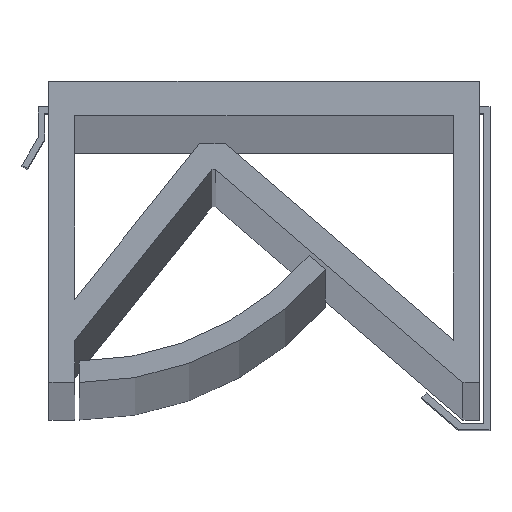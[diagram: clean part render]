
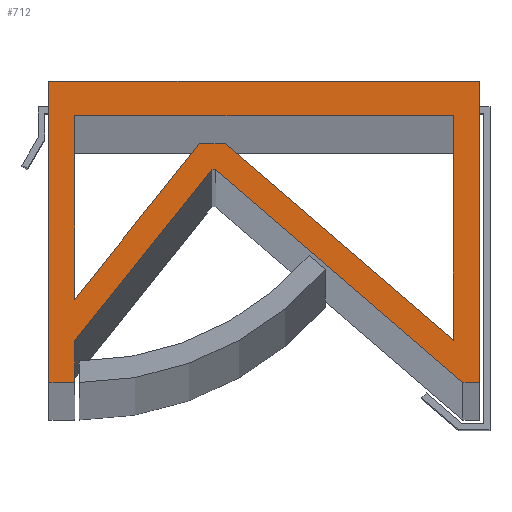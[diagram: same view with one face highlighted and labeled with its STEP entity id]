
A CAD part, top view. The second image highlights one B-rep face of the part: STEP entity #712.
In plain terms, the highlighted planar face has unit normal (0, 0, 1).
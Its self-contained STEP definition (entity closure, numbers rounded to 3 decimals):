
#25=FACE_BOUND('',#82,.T.);
#42=FACE_OUTER_BOUND('',#81,.T.);
#81=EDGE_LOOP('',(#522,#523,#524,#525,#526,#527,#528,#529,#530));
#82=EDGE_LOOP('',(#531,#532,#533,#534,#535,#536));
#109=LINE('',#986,#204);
#112=LINE('',#992,#207);
#115=LINE('',#998,#210);
#118=LINE('',#1004,#213);
#121=LINE('',#1010,#216);
#124=LINE('',#1014,#219);
#127=LINE('',#1022,#222);
#130=LINE('',#1028,#225);
#133=LINE('',#1034,#228);
#136=LINE('',#1040,#231);
#139=LINE('',#1046,#234);
#142=LINE('',#1052,#237);
#145=LINE('',#1058,#240);
#148=LINE('',#1064,#243);
#151=LINE('',#1068,#246);
#204=VECTOR('',#801,10.);
#207=VECTOR('',#806,10.);
#210=VECTOR('',#811,10.);
#213=VECTOR('',#816,10.);
#216=VECTOR('',#821,10.);
#219=VECTOR('',#826,10.);
#222=VECTOR('',#831,10.);
#225=VECTOR('',#836,10.);
#228=VECTOR('',#841,10.);
#231=VECTOR('',#846,10.);
#234=VECTOR('',#851,10.);
#237=VECTOR('',#856,10.);
#240=VECTOR('',#861,10.);
#243=VECTOR('',#866,10.);
#246=VECTOR('',#871,10.);
#299=VERTEX_POINT('',#983);
#300=VERTEX_POINT('',#985);
#302=VERTEX_POINT('',#991);
#304=VERTEX_POINT('',#997);
#306=VERTEX_POINT('',#1003);
#308=VERTEX_POINT('',#1009);
#311=VERTEX_POINT('',#1019);
#312=VERTEX_POINT('',#1021);
#314=VERTEX_POINT('',#1027);
#316=VERTEX_POINT('',#1033);
#318=VERTEX_POINT('',#1039);
#320=VERTEX_POINT('',#1045);
#322=VERTEX_POINT('',#1051);
#324=VERTEX_POINT('',#1057);
#326=VERTEX_POINT('',#1063);
#365=EDGE_CURVE('',#300,#299,#109,.T.);
#368=EDGE_CURVE('',#302,#300,#112,.T.);
#371=EDGE_CURVE('',#304,#302,#115,.T.);
#374=EDGE_CURVE('',#306,#304,#118,.T.);
#377=EDGE_CURVE('',#308,#306,#121,.T.);
#380=EDGE_CURVE('',#299,#308,#124,.T.);
#383=EDGE_CURVE('',#312,#311,#127,.T.);
#386=EDGE_CURVE('',#314,#312,#130,.T.);
#389=EDGE_CURVE('',#316,#314,#133,.T.);
#392=EDGE_CURVE('',#318,#316,#136,.T.);
#395=EDGE_CURVE('',#320,#318,#139,.T.);
#398=EDGE_CURVE('',#322,#320,#142,.T.);
#401=EDGE_CURVE('',#324,#322,#145,.T.);
#404=EDGE_CURVE('',#326,#324,#148,.T.);
#407=EDGE_CURVE('',#311,#326,#151,.T.);
#522=ORIENTED_EDGE('',*,*,#407,.T.);
#523=ORIENTED_EDGE('',*,*,#404,.T.);
#524=ORIENTED_EDGE('',*,*,#401,.T.);
#525=ORIENTED_EDGE('',*,*,#398,.T.);
#526=ORIENTED_EDGE('',*,*,#395,.T.);
#527=ORIENTED_EDGE('',*,*,#392,.T.);
#528=ORIENTED_EDGE('',*,*,#389,.T.);
#529=ORIENTED_EDGE('',*,*,#386,.T.);
#530=ORIENTED_EDGE('',*,*,#383,.T.);
#531=ORIENTED_EDGE('',*,*,#380,.T.);
#532=ORIENTED_EDGE('',*,*,#377,.T.);
#533=ORIENTED_EDGE('',*,*,#374,.T.);
#534=ORIENTED_EDGE('',*,*,#371,.T.);
#535=ORIENTED_EDGE('',*,*,#368,.T.);
#536=ORIENTED_EDGE('',*,*,#365,.T.);
#675=PLANE('',#767);
#712=ADVANCED_FACE('',(#42,#25),#675,.T.);
#767=AXIS2_PLACEMENT_3D('',#1069,#872,#873);
#801=DIRECTION('',(0.,1.,0.));
#806=DIRECTION('',(-0.626,-0.78,0.));
#811=DIRECTION('',(-1.,0.,0.));
#816=DIRECTION('',(-0.758,0.653,0.));
#821=DIRECTION('',(0.,-1.,0.));
#826=DIRECTION('',(1.,0.,0.));
#831=DIRECTION('',(0.,1.,0.));
#836=DIRECTION('',(1.,0.,0.));
#841=DIRECTION('',(0.758,-0.653,0.));
#846=DIRECTION('',(1.,0.,0.));
#851=DIRECTION('',(0.626,0.78,0.));
#856=DIRECTION('',(0.,1.,0.));
#861=DIRECTION('',(1.,0.,0.));
#866=DIRECTION('',(0.,-1.,0.));
#871=DIRECTION('',(-1.,0.,0.));
#872=DIRECTION('center_axis',(0.,0.,1.));
#873=DIRECTION('ref_axis',(1.,0.,0.));
#983=CARTESIAN_POINT('',(-8.8,-1.6,1000.));
#985=CARTESIAN_POINT('',(-8.8,-10.132,1000.));
#986=CARTESIAN_POINT('',(-8.8,-10.132,1000.));
#991=CARTESIAN_POINT('',(-3.,-2.9,1000.));
#992=CARTESIAN_POINT('',(-3.,-2.9,1000.));
#997=CARTESIAN_POINT('',(-1.8,-2.9,1000.));
#998=CARTESIAN_POINT('',(-1.8,-2.9,1000.));
#1003=CARTESIAN_POINT('',(8.8,-12.034,1000.));
#1004=CARTESIAN_POINT('',(8.8,-12.034,1000.));
#1009=CARTESIAN_POINT('',(8.8,-1.6,1000.));
#1010=CARTESIAN_POINT('',(8.8,-1.6,1000.));
#1014=CARTESIAN_POINT('',(-8.8,-1.6,1000.));
#1019=CARTESIAN_POINT('',(10.,0.,1000.));
#1021=CARTESIAN_POINT('',(10.,-14.,1000.));
#1022=CARTESIAN_POINT('',(10.,-14.,1000.));
#1027=CARTESIAN_POINT('',(9.244,-14.,1000.));
#1028=CARTESIAN_POINT('',(9.244,-14.,1000.));
#1033=CARTESIAN_POINT('',(-2.246,-4.1,1000.));
#1034=CARTESIAN_POINT('',(-2.246,-4.1,1000.));
#1039=CARTESIAN_POINT('',(-2.424,-4.1,1000.));
#1040=CARTESIAN_POINT('',(-2.424,-4.1,1000.));
#1045=CARTESIAN_POINT('',(-8.8,-12.05,1000.));
#1046=CARTESIAN_POINT('',(-8.8,-12.05,1000.));
#1051=CARTESIAN_POINT('',(-8.8,-14.,1000.));
#1052=CARTESIAN_POINT('',(-8.8,-14.,1000.));
#1057=CARTESIAN_POINT('',(-10.,-14.,1000.));
#1058=CARTESIAN_POINT('',(-10.,-14.,1000.));
#1063=CARTESIAN_POINT('',(-10.,0.,1000.));
#1064=CARTESIAN_POINT('',(-10.,0.,1000.));
#1068=CARTESIAN_POINT('',(-5.,0.,1000.));
#1069=CARTESIAN_POINT('Origin',(0.,-7.,1000.));
